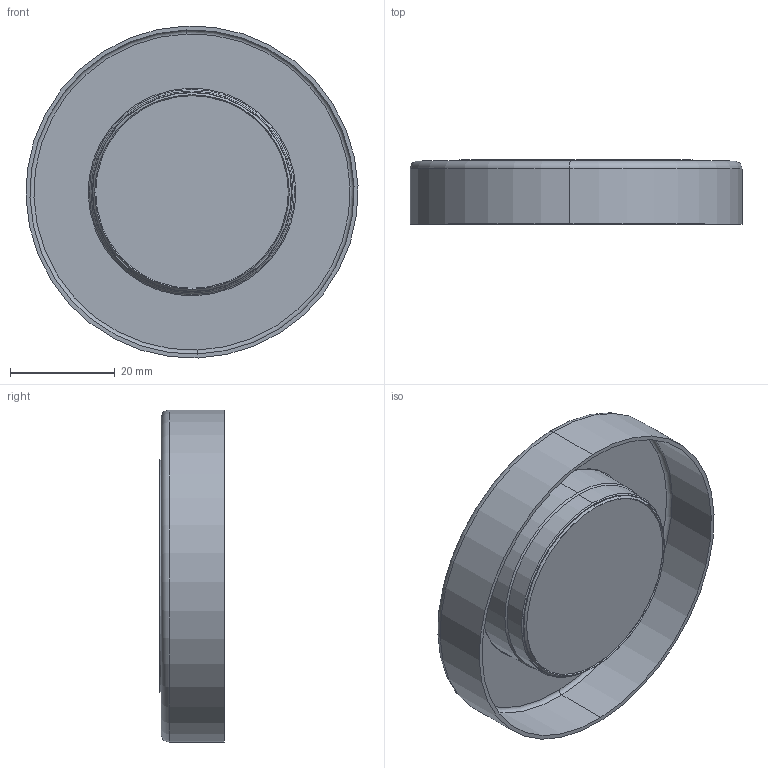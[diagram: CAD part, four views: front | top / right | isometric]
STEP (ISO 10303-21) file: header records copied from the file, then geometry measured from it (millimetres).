
FILE_DESCRIPTION (( 'STEP AP203' ), '1' );
FILE_NAME ('A0633-3-W.STEP', '2011-10-03T14:34:08', ( '' ), ( '' ), 'SwSTEP 2.0', 'SolidWorks 2011', '' );
FILE_SCHEMA (( 'CONFIG_CONTROL_DESIGN' ));
Length unit declared in the file: inch
Products named in the file (1): A0633-3-W
Bounding box: 63.46 x 12.32 x 63.46 mm (x, y, z)
Volume: 5832 mm3; surface area: 13507.6 mm2
Topology: 1 solids, 1 shells, 48 faces, 96 edges, 56 vertices
Faces by surface type: cylinder 18, cone 14, torus 8, plane 8
Entity records: 1331 total; most frequent: DIRECTION 258, CARTESIAN_POINT 201, ORIENTED_EDGE 192, AXIS2_PLACEMENT_3D 113, EDGE_CURVE 96, CIRCLE 64, VERTEX_POINT 56, EDGE_LOOP 54
